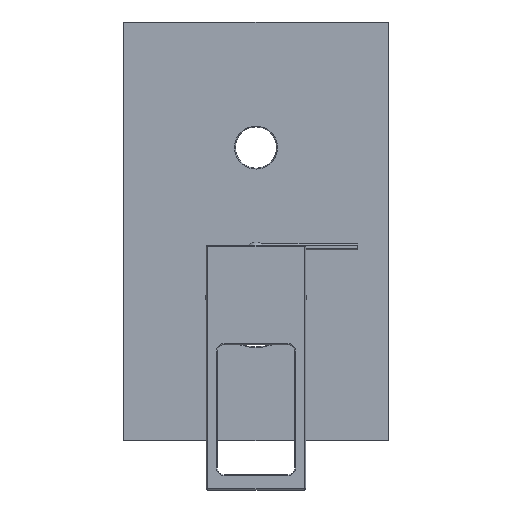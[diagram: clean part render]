
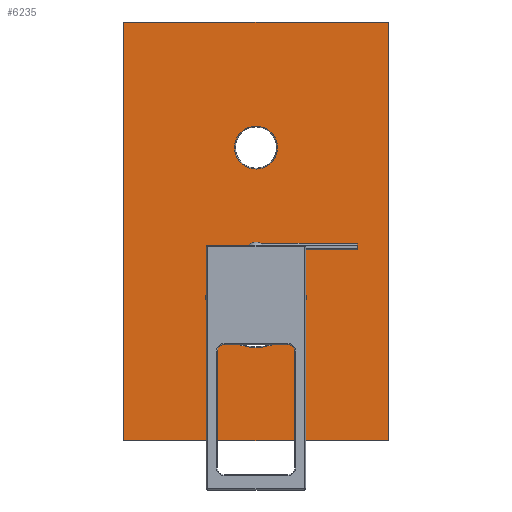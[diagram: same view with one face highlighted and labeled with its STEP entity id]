
A CAD part, top view. The second image highlights one B-rep face of the part: STEP entity #6235.
In plain terms, the highlighted face is planar.
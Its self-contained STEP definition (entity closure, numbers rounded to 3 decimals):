
#5656=CARTESIAN_POINT('',(0.,2.,-30.));
#5657=DIRECTION('',(0.,-1.,0.));
#5658=DIRECTION('',(1.,0.,0.));
#5659=AXIS2_PLACEMENT_3D('',#5656,#5657,#5658);
#5664=CARTESIAN_POINT('',(0.,2.,-30.));
#5665=DIRECTION('',(0.,-1.,0.));
#5666=DIRECTION('',(-1.,0.,0.));
#5667=AXIS2_PLACEMENT_3D('',#5664,#5665,#5666);
#5672=CARTESIAN_POINT('',(0.,2.,38.));
#5673=DIRECTION('',(0.,-1.,0.));
#5674=DIRECTION('',(1.,0.,0.));
#5675=AXIS2_PLACEMENT_3D('',#5672,#5673,#5674);
#5680=CARTESIAN_POINT('',(0.,2.,38.));
#5681=DIRECTION('',(0.,-1.,0.));
#5682=DIRECTION('',(-1.,0.,0.));
#5683=AXIS2_PLACEMENT_3D('',#5680,#5681,#5682);
#5688=DIRECTION('',(0.,0.,1.));
#5689=VECTOR('',#5688,190.);
#5690=CARTESIAN_POINT('',(-60.,2.,-95.));
#5691=LINE('',#5690,#5689);
#5695=DIRECTION('',(-1.,0.,0.));
#5696=VECTOR('',#5695,120.);
#5697=CARTESIAN_POINT('',(60.,2.,-95.));
#5698=LINE('',#5697,#5696);
#5702=DIRECTION('',(0.,0.,-1.));
#5703=VECTOR('',#5702,190.);
#5704=CARTESIAN_POINT('',(60.,2.,95.));
#5705=LINE('',#5704,#5703);
#5709=DIRECTION('',(1.,0.,0.));
#5710=VECTOR('',#5709,120.);
#5711=CARTESIAN_POINT('',(-60.,2.,95.));
#5712=LINE('',#5711,#5710);
#6046=CARTESIAN_POINT('',(22.8,2.,-30.));
#6047=CARTESIAN_POINT('',(-22.8,2.,-30.));
#6048=VERTEX_POINT('',#6046);
#6049=VERTEX_POINT('',#6047);
#6050=CARTESIAN_POINT('',(9.75,2.,38.));
#6051=CARTESIAN_POINT('',(-9.75,2.,38.));
#6052=VERTEX_POINT('',#6050);
#6053=VERTEX_POINT('',#6051);
#6054=CARTESIAN_POINT('',(-60.,2.,-95.));
#6055=CARTESIAN_POINT('',(-60.,2.,95.));
#6056=VERTEX_POINT('',#6054);
#6057=VERTEX_POINT('',#6055);
#6058=CARTESIAN_POINT('',(60.,2.,95.));
#6059=VERTEX_POINT('',#6058);
#6060=CARTESIAN_POINT('',(60.,2.,-95.));
#6061=VERTEX_POINT('',#6060);
#6210=CARTESIAN_POINT('',(0.,2.,0.));
#6211=DIRECTION('',(0.,1.,0.));
#6212=DIRECTION('',(1.,0.,0.));
#6213=AXIS2_PLACEMENT_3D('',#6210,#6211,#6212);
#6214=PLANE('',#6213);
#6216=ORIENTED_EDGE('',*,*,#6215,.F.);
#6218=ORIENTED_EDGE('',*,*,#6217,.F.);
#6220=ORIENTED_EDGE('',*,*,#6219,.F.);
#6222=ORIENTED_EDGE('',*,*,#6221,.F.);
#6223=EDGE_LOOP('',(#6216,#6218,#6220,#6222));
#6224=FACE_OUTER_BOUND('',#6223,.F.);
#6226=ORIENTED_EDGE('',*,*,#6225,.F.);
#6228=ORIENTED_EDGE('',*,*,#6227,.F.);
#6229=EDGE_LOOP('',(#6226,#6228));
#6230=FACE_BOUND('',#6229,.F.);
#6231=ORIENTED_EDGE('',*,*,#6190,.F.);
#6232=ORIENTED_EDGE('',*,*,#6204,.F.);
#6233=EDGE_LOOP('',(#6231,#6232));
#6234=FACE_BOUND('',#6233,.F.);
#6235=ADVANCED_FACE('',(#6224,#6230,#6234),#6214,.T.);
#5660=CIRCLE('',#5659,22.8);
#5668=CIRCLE('',#5667,22.8);
#5676=CIRCLE('',#5675,9.75);
#5684=CIRCLE('',#5683,9.75);
#6190=EDGE_CURVE('',#6048,#6049,#5660,.T.);
#6204=EDGE_CURVE('',#6049,#6048,#5668,.T.);
#6215=EDGE_CURVE('',#6056,#6057,#5691,.T.);
#6217=EDGE_CURVE('',#6061,#6056,#5698,.T.);
#6219=EDGE_CURVE('',#6059,#6061,#5705,.T.);
#6221=EDGE_CURVE('',#6057,#6059,#5712,.T.);
#6225=EDGE_CURVE('',#6052,#6053,#5676,.T.);
#6227=EDGE_CURVE('',#6053,#6052,#5684,.T.);
